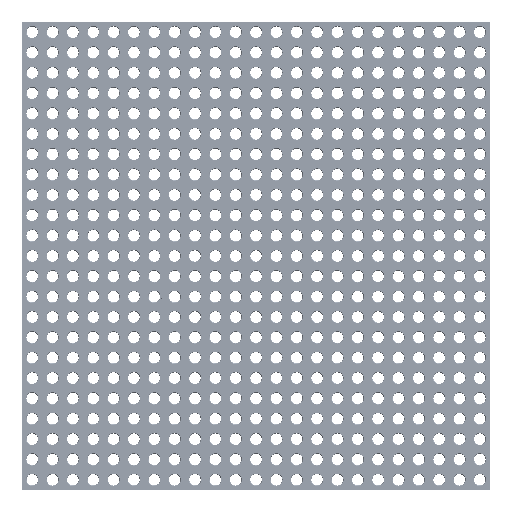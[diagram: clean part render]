
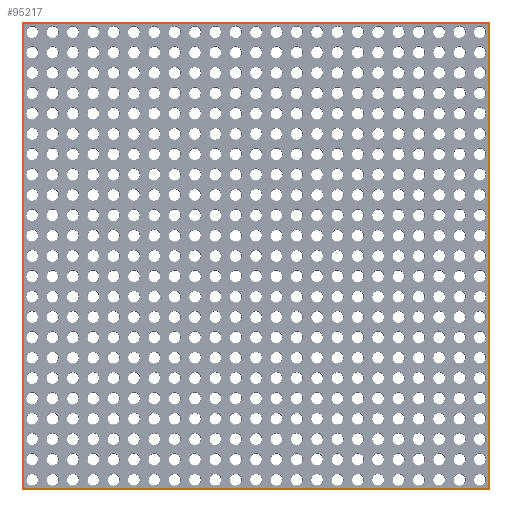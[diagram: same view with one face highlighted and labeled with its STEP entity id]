
A CAD part, top view. The second image highlights one B-rep face of the part: STEP entity #95217.
In plain terms, the highlighted planar face has unit normal (0, 0, 1).
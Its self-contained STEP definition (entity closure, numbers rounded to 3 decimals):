
#100 = PLANE('',#101);
#101 = AXIS2_PLACEMENT_3D('',#102,#103,#104);
#102 = CARTESIAN_POINT('',(-6.25,281.1,2.975));
#103 = DIRECTION('',(0.,0.707,0.707));
#104 = DIRECTION('',(-1.,0.,0.));
#15711 = PLANE('',#15712);
#15712 = AXIS2_PLACEMENT_3D('',#15713,#15714,#15715);
#15713 = CARTESIAN_POINT('',(281.1,281.25,2.975));
#15714 = DIRECTION('',(0.707,0.,0.707
    ));
#15715 = DIRECTION('',(0.,1.,0.));
#18217 = VERTEX_POINT('',#18218);
#18218 = CARTESIAN_POINT('',(-5.95,280.95,3.125));
#18232 = PLANE('',#18233);
#18233 = AXIS2_PLACEMENT_3D('',#18234,#18235,#18236);
#18234 = CARTESIAN_POINT('',(-6.1,-6.25,2.975));
#18235 = DIRECTION('',(-0.707,0.,
    0.707));
#18236 = DIRECTION('',(0.,-1.,0.));
#18246 = VERTEX_POINT('',#18247);
#18247 = CARTESIAN_POINT('',(280.95,280.95,3.125));
#18268 = EDGE_CURVE('',#18217,#18246,#18269,.T.);
#18269 = SURFACE_CURVE('',#18270,(#18274,#18281),.PCURVE_S1.);
#18270 = LINE('',#18271,#18272);
#18271 = CARTESIAN_POINT('',(-6.25,280.95,3.125));
#18272 = VECTOR('',#18273,1.);
#18273 = DIRECTION('',(1.,0.,0.));
#18274 = PCURVE('',#100,#18275);
#18275 = DEFINITIONAL_REPRESENTATION('',(#18276),#18280);
#18276 = LINE('',#18277,#18278);
#18277 = CARTESIAN_POINT('',(0.,0.212));
#18278 = VECTOR('',#18279,1.);
#18279 = DIRECTION('',(-1.,0.));
#18280 = ( GEOMETRIC_REPRESENTATION_CONTEXT(2) 
PARAMETRIC_REPRESENTATION_CONTEXT() REPRESENTATION_CONTEXT('2D SPACE',''
  ) );
#18281 = PCURVE('',#18282,#18287);
#18282 = PLANE('',#18283);
#18283 = AXIS2_PLACEMENT_3D('',#18284,#18285,#18286);
#18284 = CARTESIAN_POINT('',(137.5,137.5,3.125));
#18285 = DIRECTION('',(0.,0.,1.));
#18286 = DIRECTION('',(1.,0.,0.));
#18287 = DEFINITIONAL_REPRESENTATION('',(#18288),#18292);
#18288 = LINE('',#18289,#18290);
#18289 = CARTESIAN_POINT('',(-143.75,143.45));
#18290 = VECTOR('',#18291,1.);
#18291 = DIRECTION('',(1.,0.));
#18292 = ( GEOMETRIC_REPRESENTATION_CONTEXT(2) 
PARAMETRIC_REPRESENTATION_CONTEXT() REPRESENTATION_CONTEXT('2D SPACE',''
  ) );
#92975 = PLANE('',#92976);
#92976 = AXIS2_PLACEMENT_3D('',#92977,#92978,#92979);
#92977 = CARTESIAN_POINT('',(281.25,-6.1,2.975));
#92978 = DIRECTION('',(0.,-0.707,
    0.707));
#92979 = DIRECTION('',(-1.,0.,0.));
#95126 = VERTEX_POINT('',#95127);
#95127 = CARTESIAN_POINT('',(280.95,-5.95,3.125));
#95148 = EDGE_CURVE('',#18246,#95126,#95149,.T.);
#95149 = SURFACE_CURVE('',#95150,(#95154,#95161),.PCURVE_S1.);
#95150 = LINE('',#95151,#95152);
#95151 = CARTESIAN_POINT('',(280.95,281.25,3.125));
#95152 = VECTOR('',#95153,1.);
#95153 = DIRECTION('',(0.,-1.,0.));
#95154 = PCURVE('',#15711,#95155);
#95155 = DEFINITIONAL_REPRESENTATION('',(#95156),#95160);
#95156 = LINE('',#95157,#95158);
#95157 = CARTESIAN_POINT('',(0.,0.212));
#95158 = VECTOR('',#95159,1.);
#95159 = DIRECTION('',(-1.,0.));
#95160 = ( GEOMETRIC_REPRESENTATION_CONTEXT(2) 
PARAMETRIC_REPRESENTATION_CONTEXT() REPRESENTATION_CONTEXT('2D SPACE',''
  ) );
#95161 = PCURVE('',#18282,#95162);
#95162 = DEFINITIONAL_REPRESENTATION('',(#95163),#95167);
#95163 = LINE('',#95164,#95165);
#95164 = CARTESIAN_POINT('',(143.45,143.75));
#95165 = VECTOR('',#95166,1.);
#95166 = DIRECTION('',(0.,-1.));
#95167 = ( GEOMETRIC_REPRESENTATION_CONTEXT(2) 
PARAMETRIC_REPRESENTATION_CONTEXT() REPRESENTATION_CONTEXT('2D SPACE',''
  ) );
#95173 = VERTEX_POINT('',#95174);
#95174 = CARTESIAN_POINT('',(-5.95,-5.95,3.125));
#95197 = EDGE_CURVE('',#95173,#18217,#95198,.T.);
#95198 = SURFACE_CURVE('',#95199,(#95203,#95210),.PCURVE_S1.);
#95199 = LINE('',#95200,#95201);
#95200 = CARTESIAN_POINT('',(-5.95,-6.25,3.125));
#95201 = VECTOR('',#95202,1.);
#95202 = DIRECTION('',(0.,1.,0.));
#95203 = PCURVE('',#18232,#95204);
#95204 = DEFINITIONAL_REPRESENTATION('',(#95205),#95209);
#95205 = LINE('',#95206,#95207);
#95206 = CARTESIAN_POINT('',(0.,0.212));
#95207 = VECTOR('',#95208,1.);
#95208 = DIRECTION('',(-1.,0.));
#95209 = ( GEOMETRIC_REPRESENTATION_CONTEXT(2) 
PARAMETRIC_REPRESENTATION_CONTEXT() REPRESENTATION_CONTEXT('2D SPACE',''
  ) );
#95210 = PCURVE('',#18282,#95211);
#95211 = DEFINITIONAL_REPRESENTATION('',(#95212),#95216);
#95212 = LINE('',#95213,#95214);
#95213 = CARTESIAN_POINT('',(-143.45,-143.75));
#95214 = VECTOR('',#95215,1.);
#95215 = DIRECTION('',(0.,1.));
#95216 = ( GEOMETRIC_REPRESENTATION_CONTEXT(2) 
PARAMETRIC_REPRESENTATION_CONTEXT() REPRESENTATION_CONTEXT('2D SPACE',''
  ) );
#95217 = ADVANCED_FACE('',(#95218,#95244),#18282,.T.);
#95218 = FACE_BOUND('',#95219,.T.);
#95219 = EDGE_LOOP('',(#95220,#95241,#95242,#95243));
#95220 = ORIENTED_EDGE('',*,*,#95221,.F.);
#95221 = EDGE_CURVE('',#95126,#95173,#95222,.T.);
#95222 = SURFACE_CURVE('',#95223,(#95227,#95234),.PCURVE_S1.);
#95223 = LINE('',#95224,#95225);
#95224 = CARTESIAN_POINT('',(281.25,-5.95,3.125));
#95225 = VECTOR('',#95226,1.);
#95226 = DIRECTION('',(-1.,0.,0.));
#95227 = PCURVE('',#18282,#95228);
#95228 = DEFINITIONAL_REPRESENTATION('',(#95229),#95233);
#95229 = LINE('',#95230,#95231);
#95230 = CARTESIAN_POINT('',(143.75,-143.45));
#95231 = VECTOR('',#95232,1.);
#95232 = DIRECTION('',(-1.,0.));
#95233 = ( GEOMETRIC_REPRESENTATION_CONTEXT(2) 
PARAMETRIC_REPRESENTATION_CONTEXT() REPRESENTATION_CONTEXT('2D SPACE',''
  ) );
#95234 = PCURVE('',#92975,#95235);
#95235 = DEFINITIONAL_REPRESENTATION('',(#95236),#95240);
#95236 = LINE('',#95237,#95238);
#95237 = CARTESIAN_POINT('',(0.,-0.212));
#95238 = VECTOR('',#95239,1.);
#95239 = DIRECTION('',(1.,0.));
#95240 = ( GEOMETRIC_REPRESENTATION_CONTEXT(2) 
PARAMETRIC_REPRESENTATION_CONTEXT() REPRESENTATION_CONTEXT('2D SPACE',''
  ) );
#95241 = ORIENTED_EDGE('',*,*,#95148,.F.);
#95242 = ORIENTED_EDGE('',*,*,#18268,.F.);
#95243 = ORIENTED_EDGE('',*,*,#95197,.F.);
#95244 = FACE_BOUND('',#95245,.T.);
#95245 = EDGE_LOOP('',(#95246,#95276,#95304,#95332));
#95246 = ORIENTED_EDGE('',*,*,#95247,.T.);
#95247 = EDGE_CURVE('',#95248,#95250,#95252,.T.);
#95248 = VERTEX_POINT('',#95249);
#95249 = CARTESIAN_POINT('',(-5.15,-5.15,3.125));
#95250 = VERTEX_POINT('',#95251);
#95251 = CARTESIAN_POINT('',(-5.15,280.15,3.125));
#95252 = SURFACE_CURVE('',#95253,(#95257,#95264),.PCURVE_S1.);
#95253 = LINE('',#95254,#95255);
#95254 = CARTESIAN_POINT('',(-5.15,-5.15,3.125));
#95255 = VECTOR('',#95256,1.);
#95256 = DIRECTION('',(0.,1.,0.));
#95257 = PCURVE('',#18282,#95258);
#95258 = DEFINITIONAL_REPRESENTATION('',(#95259),#95263);
#95259 = LINE('',#95260,#95261);
#95260 = CARTESIAN_POINT('',(-142.65,-142.65));
#95261 = VECTOR('',#95262,1.);
#95262 = DIRECTION('',(0.,1.));
#95263 = ( GEOMETRIC_REPRESENTATION_CONTEXT(2) 
PARAMETRIC_REPRESENTATION_CONTEXT() REPRESENTATION_CONTEXT('2D SPACE',''
  ) );
#95264 = PCURVE('',#95265,#95270);
#95265 = PLANE('',#95266);
#95266 = AXIS2_PLACEMENT_3D('',#95267,#95268,#95269);
#95267 = CARTESIAN_POINT('',(-5.15,-5.15,3.125));
#95268 = DIRECTION('',(1.,0.,0.));
#95269 = DIRECTION('',(0.,1.,0.));
#95270 = DEFINITIONAL_REPRESENTATION('',(#95271),#95275);
#95271 = LINE('',#95272,#95273);
#95272 = CARTESIAN_POINT('',(0.,0.));
#95273 = VECTOR('',#95274,1.);
#95274 = DIRECTION('',(1.,0.));
#95275 = ( GEOMETRIC_REPRESENTATION_CONTEXT(2) 
PARAMETRIC_REPRESENTATION_CONTEXT() REPRESENTATION_CONTEXT('2D SPACE',''
  ) );
#95276 = ORIENTED_EDGE('',*,*,#95277,.T.);
#95277 = EDGE_CURVE('',#95250,#95278,#95280,.T.);
#95278 = VERTEX_POINT('',#95279);
#95279 = CARTESIAN_POINT('',(280.15,280.15,3.125));
#95280 = SURFACE_CURVE('',#95281,(#95285,#95292),.PCURVE_S1.);
#95281 = LINE('',#95282,#95283);
#95282 = CARTESIAN_POINT('',(-5.15,280.15,3.125));
#95283 = VECTOR('',#95284,1.);
#95284 = DIRECTION('',(1.,0.,0.));
#95285 = PCURVE('',#18282,#95286);
#95286 = DEFINITIONAL_REPRESENTATION('',(#95287),#95291);
#95287 = LINE('',#95288,#95289);
#95288 = CARTESIAN_POINT('',(-142.65,142.65));
#95289 = VECTOR('',#95290,1.);
#95290 = DIRECTION('',(1.,0.));
#95291 = ( GEOMETRIC_REPRESENTATION_CONTEXT(2) 
PARAMETRIC_REPRESENTATION_CONTEXT() REPRESENTATION_CONTEXT('2D SPACE',''
  ) );
#95292 = PCURVE('',#95293,#95298);
#95293 = PLANE('',#95294);
#95294 = AXIS2_PLACEMENT_3D('',#95295,#95296,#95297);
#95295 = CARTESIAN_POINT('',(-5.15,280.15,3.125));
#95296 = DIRECTION('',(0.,-1.,0.));
#95297 = DIRECTION('',(1.,0.,0.));
#95298 = DEFINITIONAL_REPRESENTATION('',(#95299),#95303);
#95299 = LINE('',#95300,#95301);
#95300 = CARTESIAN_POINT('',(0.,0.));
#95301 = VECTOR('',#95302,1.);
#95302 = DIRECTION('',(1.,0.));
#95303 = ( GEOMETRIC_REPRESENTATION_CONTEXT(2) 
PARAMETRIC_REPRESENTATION_CONTEXT() REPRESENTATION_CONTEXT('2D SPACE',''
  ) );
#95304 = ORIENTED_EDGE('',*,*,#95305,.T.);
#95305 = EDGE_CURVE('',#95278,#95306,#95308,.T.);
#95306 = VERTEX_POINT('',#95307);
#95307 = CARTESIAN_POINT('',(280.15,-5.15,3.125));
#95308 = SURFACE_CURVE('',#95309,(#95313,#95320),.PCURVE_S1.);
#95309 = LINE('',#95310,#95311);
#95310 = CARTESIAN_POINT('',(280.15,280.15,3.125));
#95311 = VECTOR('',#95312,1.);
#95312 = DIRECTION('',(0.,-1.,0.));
#95313 = PCURVE('',#18282,#95314);
#95314 = DEFINITIONAL_REPRESENTATION('',(#95315),#95319);
#95315 = LINE('',#95316,#95317);
#95316 = CARTESIAN_POINT('',(142.65,142.65));
#95317 = VECTOR('',#95318,1.);
#95318 = DIRECTION('',(0.,-1.));
#95319 = ( GEOMETRIC_REPRESENTATION_CONTEXT(2) 
PARAMETRIC_REPRESENTATION_CONTEXT() REPRESENTATION_CONTEXT('2D SPACE',''
  ) );
#95320 = PCURVE('',#95321,#95326);
#95321 = PLANE('',#95322);
#95322 = AXIS2_PLACEMENT_3D('',#95323,#95324,#95325);
#95323 = CARTESIAN_POINT('',(280.15,280.15,3.125));
#95324 = DIRECTION('',(-1.,0.,0.));
#95325 = DIRECTION('',(0.,-1.,0.));
#95326 = DEFINITIONAL_REPRESENTATION('',(#95327),#95331);
#95327 = LINE('',#95328,#95329);
#95328 = CARTESIAN_POINT('',(0.,0.));
#95329 = VECTOR('',#95330,1.);
#95330 = DIRECTION('',(1.,0.));
#95331 = ( GEOMETRIC_REPRESENTATION_CONTEXT(2) 
PARAMETRIC_REPRESENTATION_CONTEXT() REPRESENTATION_CONTEXT('2D SPACE',''
  ) );
#95332 = ORIENTED_EDGE('',*,*,#95333,.T.);
#95333 = EDGE_CURVE('',#95306,#95248,#95334,.T.);
#95334 = SURFACE_CURVE('',#95335,(#95339,#95346),.PCURVE_S1.);
#95335 = LINE('',#95336,#95337);
#95336 = CARTESIAN_POINT('',(280.15,-5.15,3.125));
#95337 = VECTOR('',#95338,1.);
#95338 = DIRECTION('',(-1.,0.,0.));
#95339 = PCURVE('',#18282,#95340);
#95340 = DEFINITIONAL_REPRESENTATION('',(#95341),#95345);
#95341 = LINE('',#95342,#95343);
#95342 = CARTESIAN_POINT('',(142.65,-142.65));
#95343 = VECTOR('',#95344,1.);
#95344 = DIRECTION('',(-1.,0.));
#95345 = ( GEOMETRIC_REPRESENTATION_CONTEXT(2) 
PARAMETRIC_REPRESENTATION_CONTEXT() REPRESENTATION_CONTEXT('2D SPACE',''
  ) );
#95346 = PCURVE('',#95347,#95352);
#95347 = PLANE('',#95348);
#95348 = AXIS2_PLACEMENT_3D('',#95349,#95350,#95351);
#95349 = CARTESIAN_POINT('',(280.15,-5.15,3.125));
#95350 = DIRECTION('',(0.,1.,0.));
#95351 = DIRECTION('',(-1.,0.,0.));
#95352 = DEFINITIONAL_REPRESENTATION('',(#95353),#95357);
#95353 = LINE('',#95354,#95355);
#95354 = CARTESIAN_POINT('',(0.,0.));
#95355 = VECTOR('',#95356,1.);
#95356 = DIRECTION('',(1.,0.));
#95357 = ( GEOMETRIC_REPRESENTATION_CONTEXT(2) 
PARAMETRIC_REPRESENTATION_CONTEXT() REPRESENTATION_CONTEXT('2D SPACE',''
  ) );
